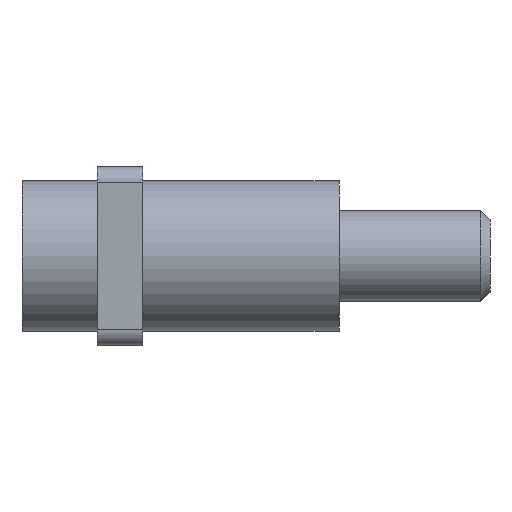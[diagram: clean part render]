
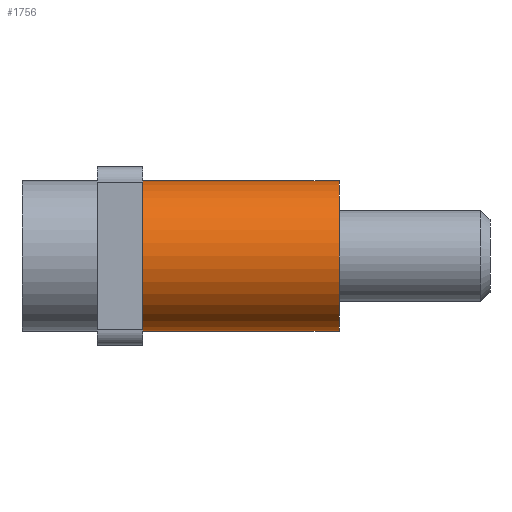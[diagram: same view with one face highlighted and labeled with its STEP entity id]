
A CAD part, left-side view. The second image highlights one B-rep face of the part: STEP entity #1756.
In plain terms, the highlighted cylindrical face has radius 2.5 mm (diameter 5 mm), a partial arc.
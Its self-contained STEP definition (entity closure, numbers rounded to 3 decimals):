
#90 = DIRECTION ( 'NONE',  ( 0., 0., 1. ) ) ;
#101 = CARTESIAN_POINT ( 'NONE',  ( -8.325, -0.115, -0.788 ) ) ;
#174 = DIRECTION ( 'NONE',  ( 0., 1., 0. ) ) ;
#1170 = CARTESIAN_POINT ( 'NONE',  ( -8.325, -6.615, -0.788 ) ) ;
#1444 = CIRCLE ( 'NONE', #11828, 2.5 ) ;
#1740 = DIRECTION ( 'NONE',  ( 0., 0., 1. ) ) ;
#1756 = ADVANCED_FACE ( 'NONE', ( #3707 ), #4979, .T. ) ;
#2038 = DIRECTION ( 'NONE',  ( 0., 1., 0. ) ) ;
#2039 = DIRECTION ( 'NONE',  ( 0., 0., 1. ) ) ;
#2121 = CARTESIAN_POINT ( 'NONE',  ( -8.325, -0.115, -0.788 ) ) ;
#2266 = DIRECTION ( 'NONE',  ( 0., 1., 0. ) ) ;
#2966 = LINE ( 'NONE', #3191, #10881 ) ;
#3028 = CARTESIAN_POINT ( 'NONE',  ( -8.325, -0.115, 1.712 ) ) ;
#3191 = CARTESIAN_POINT ( 'NONE',  ( -8.325, -0.115, -3.288 ) ) ;
#3298 = ORIENTED_EDGE ( 'NONE', *, *, #6034, .T. ) ;
#3554 = DIRECTION ( 'NONE',  ( 0., 1., 0. ) ) ;
#3707 = FACE_OUTER_BOUND ( 'NONE', #10984, .T. ) ;
#4979 = CYLINDRICAL_SURFACE ( 'NONE', #11952, 2.5 ) ;
#5179 = DIRECTION ( 'NONE',  ( 0., 1., 0. ) ) ;
#5798 = ORIENTED_EDGE ( 'NONE', *, *, #6037, .F. ) ;
#6003 = EDGE_CURVE ( 'NONE', #9411, #9653, #2966, .T. ) ;
#6013 = EDGE_CURVE ( 'NONE', #9138, #9630, #7554, .T. ) ;
#6034 = EDGE_CURVE ( 'NONE', #9411, #9138, #1444, .T. ) ;
#6037 = EDGE_CURVE ( 'NONE', #9653, #9630, #6566, .T. ) ;
#6566 = CIRCLE ( 'NONE', #11818, 2.5 ) ;
#7554 = LINE ( 'NONE', #3028, #8906 ) ;
#8906 = VECTOR ( 'NONE', #5179, 1000. ) ;
#9138 = VERTEX_POINT ( 'NONE', #11756 ) ;
#9411 = VERTEX_POINT ( 'NONE', #10858 ) ;
#9423 = CARTESIAN_POINT ( 'NONE',  ( -8.325, -0.115, -3.288 ) ) ;
#9630 = VERTEX_POINT ( 'NONE', #11754 ) ;
#9653 = VERTEX_POINT ( 'NONE', #9423 ) ;
#10858 = CARTESIAN_POINT ( 'NONE',  ( -8.325, -6.615, -3.288 ) ) ;
#10881 = VECTOR ( 'NONE', #3554, 1000. ) ;
#10984 = EDGE_LOOP ( 'NONE', ( #11047, #3298, #11889, #5798 ) ) ;
#11047 = ORIENTED_EDGE ( 'NONE', *, *, #6003, .F. ) ;
#11754 = CARTESIAN_POINT ( 'NONE',  ( -8.325, -0.115, 1.712 ) ) ;
#11756 = CARTESIAN_POINT ( 'NONE',  ( -8.325, -6.615, 1.712 ) ) ;
#11818 = AXIS2_PLACEMENT_3D ( 'NONE', #2121, #2038, #2039 ) ;
#11828 = AXIS2_PLACEMENT_3D ( 'NONE', #1170, #2266, #1740 ) ;
#11889 = ORIENTED_EDGE ( 'NONE', *, *, #6013, .T. ) ;
#11952 = AXIS2_PLACEMENT_3D ( 'NONE', #101, #174, #90 ) ;
